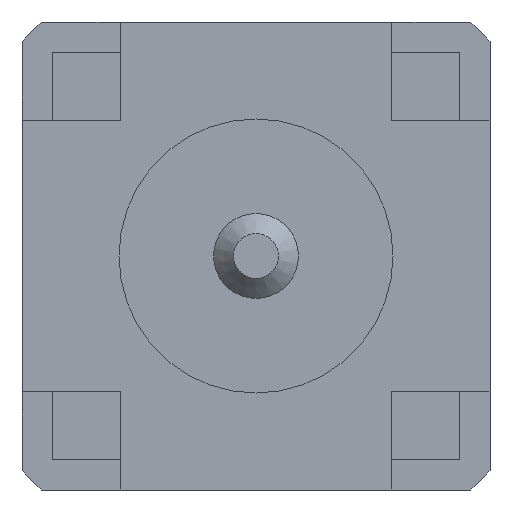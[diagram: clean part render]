
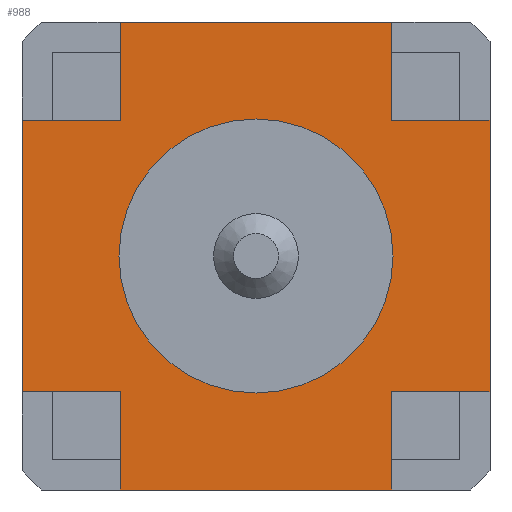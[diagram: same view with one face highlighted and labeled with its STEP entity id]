
A CAD part, front view. The second image highlights one B-rep face of the part: STEP entity #988.
In plain terms, the highlighted planar face has unit normal (0, -1, 0).
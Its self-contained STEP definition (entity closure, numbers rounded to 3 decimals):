
#66=LINE('',#1560,#158);
#69=LINE('',#1566,#161);
#76=LINE('',#1582,#168);
#78=LINE('',#1586,#170);
#85=LINE('',#1602,#177);
#87=LINE('',#1606,#179);
#94=LINE('',#1622,#186);
#95=LINE('',#1624,#187);
#96=LINE('',#1626,#188);
#97=LINE('',#1627,#189);
#98=LINE('',#1628,#190);
#99=LINE('',#1629,#191);
#158=VECTOR('',#1278,1000.);
#161=VECTOR('',#1283,1000.);
#168=VECTOR('',#1296,1000.);
#170=VECTOR('',#1300,1000.);
#177=VECTOR('',#1313,1000.);
#179=VECTOR('',#1317,1000.);
#186=VECTOR('',#1330,1000.);
#187=VECTOR('',#1333,1000.);
#188=VECTOR('',#1334,1000.);
#189=VECTOR('',#1335,1000.);
#190=VECTOR('',#1336,1000.);
#191=VECTOR('',#1337,1000.);
#392=ORIENTED_EDGE('',*,*,#537,.F.);
#393=ORIENTED_EDGE('',*,*,#572,.T.);
#394=ORIENTED_EDGE('',*,*,#580,.T.);
#395=ORIENTED_EDGE('',*,*,#581,.F.);
#396=ORIENTED_EDGE('',*,*,#582,.T.);
#397=ORIENTED_EDGE('',*,*,#549,.T.);
#398=ORIENTED_EDGE('',*,*,#583,.F.);
#399=ORIENTED_EDGE('',*,*,#552,.T.);
#400=ORIENTED_EDGE('',*,*,#560,.T.);
#401=ORIENTED_EDGE('',*,*,#584,.F.);
#402=ORIENTED_EDGE('',*,*,#562,.T.);
#403=ORIENTED_EDGE('',*,*,#570,.T.);
#404=ORIENTED_EDGE('',*,*,#585,.F.);
#537=EDGE_CURVE('',#655,#655,#726,.F.);
#549=EDGE_CURVE('',#665,#664,#66,.T.);
#552=EDGE_CURVE('',#667,#666,#69,.T.);
#560=EDGE_CURVE('',#666,#672,#76,.T.);
#562=EDGE_CURVE('',#674,#673,#78,.T.);
#570=EDGE_CURVE('',#673,#679,#85,.T.);
#572=EDGE_CURVE('',#681,#680,#87,.T.);
#580=EDGE_CURVE('',#680,#686,#94,.T.);
#581=EDGE_CURVE('',#687,#686,#95,.T.);
#582=EDGE_CURVE('',#687,#665,#96,.T.);
#583=EDGE_CURVE('',#667,#664,#97,.T.);
#584=EDGE_CURVE('',#674,#672,#98,.T.);
#585=EDGE_CURVE('',#681,#679,#99,.T.);
#655=VERTEX_POINT('',#1535);
#664=VERTEX_POINT('',#1559);
#665=VERTEX_POINT('',#1561);
#666=VERTEX_POINT('',#1565);
#667=VERTEX_POINT('',#1567);
#672=VERTEX_POINT('',#1581);
#673=VERTEX_POINT('',#1585);
#674=VERTEX_POINT('',#1587);
#679=VERTEX_POINT('',#1601);
#680=VERTEX_POINT('',#1605);
#681=VERTEX_POINT('',#1607);
#686=VERTEX_POINT('',#1621);
#687=VERTEX_POINT('',#1625);
#726=CIRCLE('',#1073,2.05);
#799=EDGE_LOOP('',(#392));
#800=EDGE_LOOP('',(#393,#394,#395,#396,#397,#398,#399,#400,#401,#402,#403,
#404));
#881=FACE_BOUND('',#799,.T.);
#882=FACE_BOUND('',#800,.T.);
#934=PLANE('',#1090);
#988=ADVANCED_FACE('',(#881,#882),#934,.F.);
#1073=AXIS2_PLACEMENT_3D('',#1534,#1257,#1258);
#1090=AXIS2_PLACEMENT_3D('',#1623,#1331,#1332);
#1257=DIRECTION('',(0.,1.,0.));
#1258=DIRECTION('',(0.,0.,1.));
#1278=DIRECTION('',(0.,0.,-1.));
#1283=DIRECTION('',(0.,0.,1.));
#1296=DIRECTION('',(1.,0.,0.));
#1300=DIRECTION('',(-1.,0.,0.));
#1313=DIRECTION('',(0.,0.,1.));
#1317=DIRECTION('',(0.,0.,-1.));
#1330=DIRECTION('',(-1.,0.,0.));
#1331=DIRECTION('',(0.,1.,0.));
#1332=DIRECTION('',(0.,0.,1.));
#1333=DIRECTION('',(0.,0.,1.));
#1334=DIRECTION('',(1.,0.,0.));
#1335=DIRECTION('',(-1.,0.,0.));
#1336=DIRECTION('',(0.,0.,-1.));
#1337=DIRECTION('',(1.,0.,0.));
#1534=CARTESIAN_POINT('',(0.,0.5,0.));
#1535=CARTESIAN_POINT('',(0.,0.5,2.05));
#1559=CARTESIAN_POINT('',(-2.03,0.5,-3.5));
#1560=CARTESIAN_POINT('',(-2.03,0.5,-2.03));
#1561=CARTESIAN_POINT('',(-2.03,0.5,-2.03));
#1565=CARTESIAN_POINT('',(2.03,0.5,-2.03));
#1566=CARTESIAN_POINT('',(2.03,0.5,-3.5));
#1567=CARTESIAN_POINT('',(2.03,0.5,-3.5));
#1581=CARTESIAN_POINT('',(3.5,0.5,-2.03));
#1582=CARTESIAN_POINT('',(2.03,0.5,-2.03));
#1585=CARTESIAN_POINT('',(2.03,0.5,2.03));
#1586=CARTESIAN_POINT('',(3.5,0.5,2.03));
#1587=CARTESIAN_POINT('',(3.5,0.5,2.03));
#1601=CARTESIAN_POINT('',(2.03,0.5,3.5));
#1602=CARTESIAN_POINT('',(2.03,0.5,2.03));
#1605=CARTESIAN_POINT('',(-2.03,0.5,2.03));
#1606=CARTESIAN_POINT('',(-2.03,0.5,3.5));
#1607=CARTESIAN_POINT('',(-2.03,0.5,3.5));
#1621=CARTESIAN_POINT('',(-3.5,0.5,2.03));
#1622=CARTESIAN_POINT('',(-2.03,0.5,2.03));
#1623=CARTESIAN_POINT('',(0.,0.5,0.));
#1624=CARTESIAN_POINT('',(-3.5,0.5,-3.211));
#1625=CARTESIAN_POINT('',(-3.5,0.5,-2.03));
#1626=CARTESIAN_POINT('',(-3.5,0.5,-2.03));
#1627=CARTESIAN_POINT('',(3.211,0.5,-3.5));
#1628=CARTESIAN_POINT('',(3.5,0.5,3.211));
#1629=CARTESIAN_POINT('',(-3.211,0.5,3.5));
